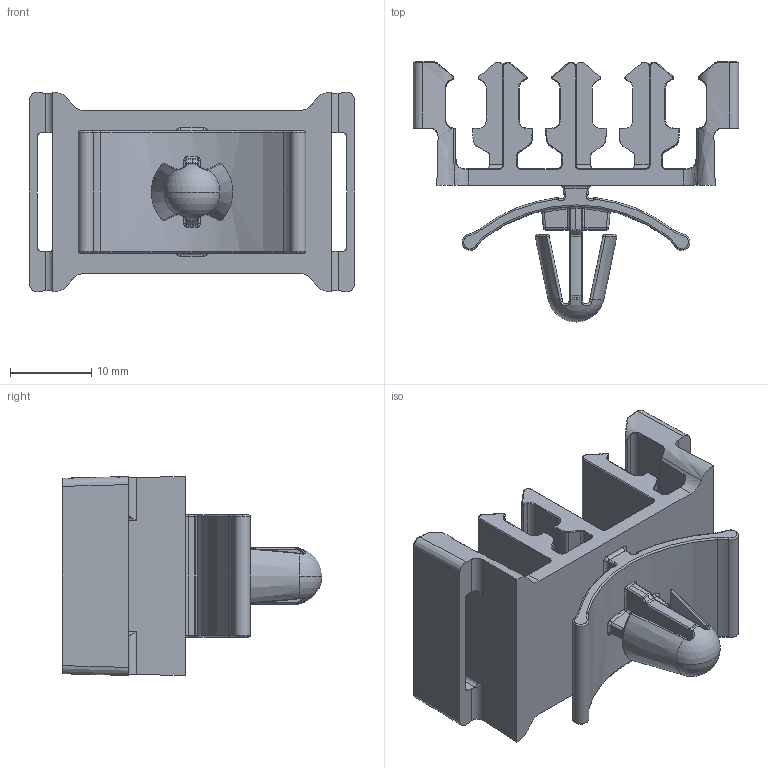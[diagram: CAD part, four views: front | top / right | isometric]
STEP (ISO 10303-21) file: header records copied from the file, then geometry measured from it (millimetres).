
FILE_DESCRIPTION (( 'STEP AP214' ), '1' );
FILE_NAME ('093600b08.STEP', '2014-08-19T09:48:08', ( '' ), ( '' ), 'SwSTEP 2.0', 'SolidWorks 2014', '' );
FILE_SCHEMA (( 'AUTOMOTIVE_DESIGN' ));
Length unit declared in the file: millimetre
Products named in the file (1): 093600b08
Bounding box: 40 x 31.92 x 24.49 mm (x, y, z)
Volume: 5650.3 mm3; surface area: 7070.4 mm2
Topology: 1 solids, 1 shells, 606 faces, 1502 edges, 876 vertices
Faces by surface type: cylinder 224, bspline 138, torus 121, plane 98, sphere 14, cone 11
Entity records: 20449 total; most frequent: CARTESIAN_POINT 7023, ORIENTED_EDGE 2964, DIRECTION 2734, EDGE_CURVE 1482, AXIS2_PLACEMENT_3D 1124, VERTEX_POINT 876, CIRCLE 655, EDGE_LOOP 608
